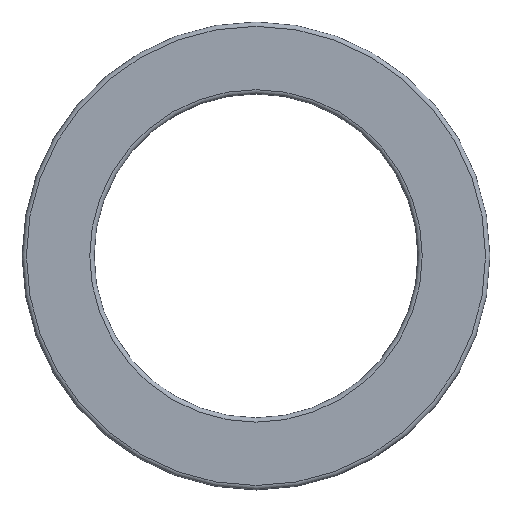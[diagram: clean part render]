
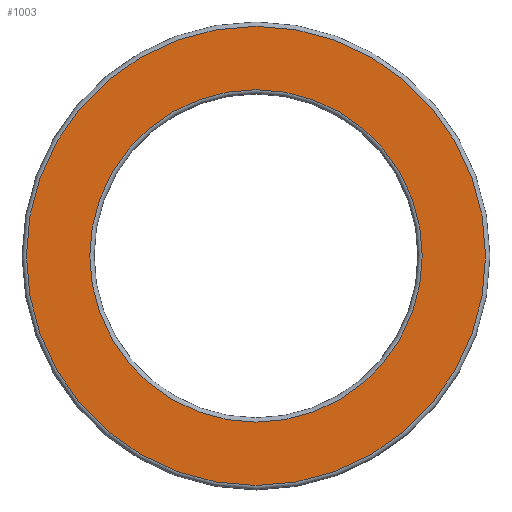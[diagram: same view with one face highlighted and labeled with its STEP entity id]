
A CAD part, top view. The second image highlights one B-rep face of the part: STEP entity #1003.
In plain terms, the highlighted planar face has unit normal (0, 0, 1).
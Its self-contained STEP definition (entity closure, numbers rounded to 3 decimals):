
#62=FACE_BOUND('',#123,.T.);
#79=PLANE('',#1080);
#86=FACE_OUTER_BOUND('',#122,.T.);
#122=EDGE_LOOP('',(#651));
#123=EDGE_LOOP('',(#652));
#174=CIRCLE('',#1076,23.1);
#178=CIRCLE('',#1081,31.9);
#335=VERTEX_POINT('',#1707);
#338=VERTEX_POINT('',#1715);
#481=EDGE_CURVE('',#335,#335,#174,.T.);
#485=EDGE_CURVE('',#338,#338,#178,.T.);
#651=ORIENTED_EDGE('',*,*,#485,.F.);
#652=ORIENTED_EDGE('',*,*,#481,.F.);
#1003=ADVANCED_FACE('',(#86,#62),#79,.F.);
#1076=AXIS2_PLACEMENT_3D('',#1708,#1287,#1288);
#1080=AXIS2_PLACEMENT_3D('',#1714,#1295,#1296);
#1081=AXIS2_PLACEMENT_3D('',#1716,#1297,#1298);
#1287=DIRECTION('center_axis',(0.,0.,1.));
#1288=DIRECTION('ref_axis',(-1.,0.,0.));
#1295=DIRECTION('center_axis',(0.,0.,-1.));
#1296=DIRECTION('ref_axis',(-1.,0.,0.));
#1297=DIRECTION('center_axis',(0.,0.,-1.));
#1298=DIRECTION('ref_axis',(-1.,0.,0.));
#1707=CARTESIAN_POINT('',(23.1,0.,14.));
#1708=CARTESIAN_POINT('Origin',(0.,0.,14.));
#1714=CARTESIAN_POINT('Origin',(0.,0.,14.));
#1715=CARTESIAN_POINT('',(31.9,0.,14.));
#1716=CARTESIAN_POINT('Origin',(0.,0.,14.));
